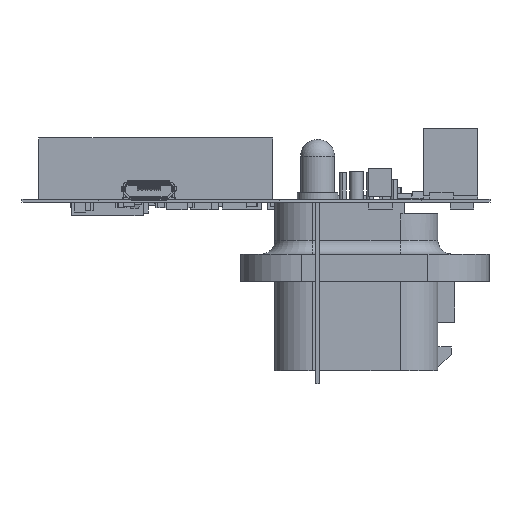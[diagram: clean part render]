
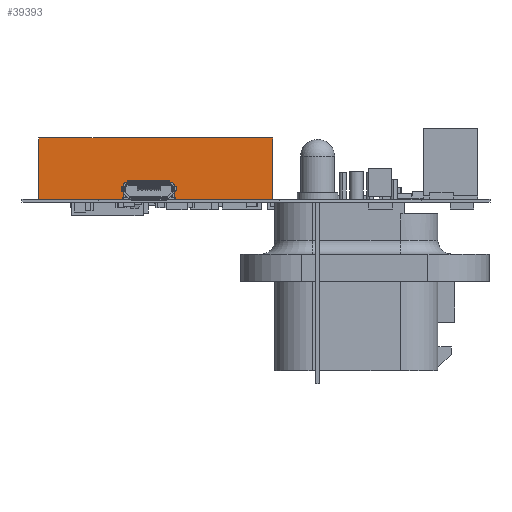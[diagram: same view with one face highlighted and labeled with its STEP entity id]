
A CAD part, left-side view. The second image highlights one B-rep face of the part: STEP entity #39393.
In plain terms, the highlighted planar face has unit normal (-1, 0, 0).
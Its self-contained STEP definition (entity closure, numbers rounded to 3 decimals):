
#39393 = ADVANCED_FACE('',(#39394),#39428,.F.);
#39394 = FACE_BOUND('',#39395,.F.);
#39395 = EDGE_LOOP('',(#39396,#39406,#39414,#39422));
#39396 = ORIENTED_EDGE('',*,*,#39397,.T.);
#39397 = EDGE_CURVE('',#39398,#39400,#39402,.T.);
#39398 = VERTEX_POINT('',#39399);
#39399 = CARTESIAN_POINT('',(-11.4,17.15,0.));
#39400 = VERTEX_POINT('',#39401);
#39401 = CARTESIAN_POINT('',(-11.4,17.15,9.));
#39402 = LINE('',#39403,#39404);
#39403 = CARTESIAN_POINT('',(-11.4,17.15,0.));
#39404 = VECTOR('',#39405,1.);
#39405 = DIRECTION('',(0.,0.,1.));
#39406 = ORIENTED_EDGE('',*,*,#39407,.T.);
#39407 = EDGE_CURVE('',#39400,#39408,#39410,.T.);
#39408 = VERTEX_POINT('',#39409);
#39409 = CARTESIAN_POINT('',(-11.4,-17.15,9.));
#39410 = LINE('',#39411,#39412);
#39411 = CARTESIAN_POINT('',(-11.4,17.15,9.));
#39412 = VECTOR('',#39413,1.);
#39413 = DIRECTION('',(0.,-1.,0.));
#39414 = ORIENTED_EDGE('',*,*,#39415,.F.);
#39415 = EDGE_CURVE('',#39416,#39408,#39418,.T.);
#39416 = VERTEX_POINT('',#39417);
#39417 = CARTESIAN_POINT('',(-11.4,-17.15,0.));
#39418 = LINE('',#39419,#39420);
#39419 = CARTESIAN_POINT('',(-11.4,-17.15,0.));
#39420 = VECTOR('',#39421,1.);
#39421 = DIRECTION('',(0.,0.,1.));
#39422 = ORIENTED_EDGE('',*,*,#39423,.F.);
#39423 = EDGE_CURVE('',#39398,#39416,#39424,.T.);
#39424 = LINE('',#39425,#39426);
#39425 = CARTESIAN_POINT('',(-11.4,17.15,0.));
#39426 = VECTOR('',#39427,1.);
#39427 = DIRECTION('',(0.,-1.,0.));
#39428 = PLANE('',#39429);
#39429 = AXIS2_PLACEMENT_3D('',#39430,#39431,#39432);
#39430 = CARTESIAN_POINT('',(-11.4,17.15,0.));
#39431 = DIRECTION('',(1.,0.,0.));
#39432 = DIRECTION('',(0.,-1.,0.));
